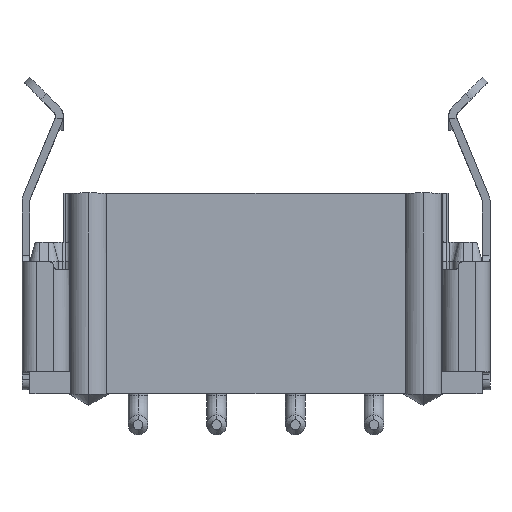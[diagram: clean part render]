
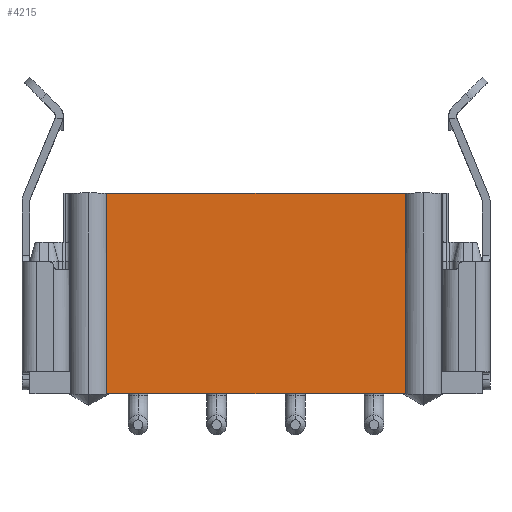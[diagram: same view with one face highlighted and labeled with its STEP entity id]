
A CAD part, top view. The second image highlights one B-rep face of the part: STEP entity #4215.
In plain terms, the highlighted planar face has unit normal (0, 0, 1).
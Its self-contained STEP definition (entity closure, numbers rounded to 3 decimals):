
#37=DIRECTION('',(1.,0.,0.));
#38=VECTOR('',#37,7.583);
#39=CARTESIAN_POINT('',(-3.792,0.,1.775));
#40=LINE('',#39,#38);
#497=DIRECTION('',(1.,0.,0.));
#498=VECTOR('',#497,7.583);
#499=CARTESIAN_POINT('',(-3.792,5.1,1.775));
#500=LINE('',#499,#498);
#1459=DIRECTION('',(0.,-1.,0.));
#1460=VECTOR('',#1459,5.1);
#1461=CARTESIAN_POINT('',(-3.792,5.1,1.775));
#1462=LINE('',#1461,#1460);
#1466=DIRECTION('',(0.,1.,0.));
#1467=VECTOR('',#1466,5.1);
#1468=CARTESIAN_POINT('',(3.792,0.,1.775));
#1469=LINE('',#1468,#1467);
#2642=CARTESIAN_POINT('',(3.792,0.,1.775));
#2644=VERTEX_POINT('',#2642);
#2649=CARTESIAN_POINT('',(3.792,5.1,1.775));
#2650=VERTEX_POINT('',#2649);
#2672=CARTESIAN_POINT('',(-3.792,0.,1.775));
#2674=VERTEX_POINT('',#2672);
#2679=CARTESIAN_POINT('',(-3.792,5.1,1.775));
#2680=VERTEX_POINT('',#2679);
#4202=CARTESIAN_POINT('',(-4.75,0.,1.775));
#4203=DIRECTION('',(0.,0.,1.));
#4204=DIRECTION('',(1.,0.,0.));
#4205=AXIS2_PLACEMENT_3D('',#4202,#4203,#4204);
#4206=PLANE('',#4205);
#4208=ORIENTED_EDGE('',*,*,#4207,.F.);
#4209=ORIENTED_EDGE('',*,*,#3420,.T.);
#4211=ORIENTED_EDGE('',*,*,#4210,.F.);
#4212=ORIENTED_EDGE('',*,*,#3068,.F.);
#4213=EDGE_LOOP('',(#4208,#4209,#4211,#4212));
#4214=FACE_OUTER_BOUND('',#4213,.F.);
#3068=EDGE_CURVE('',#2674,#2644,#40,.T.);
#3420=EDGE_CURVE('',#2680,#2650,#500,.T.);
#4207=EDGE_CURVE('',#2680,#2674,#1462,.T.);
#4210=EDGE_CURVE('',#2644,#2650,#1469,.T.);
#4215=ADVANCED_FACE('',(#4214),#4206,.T.);
